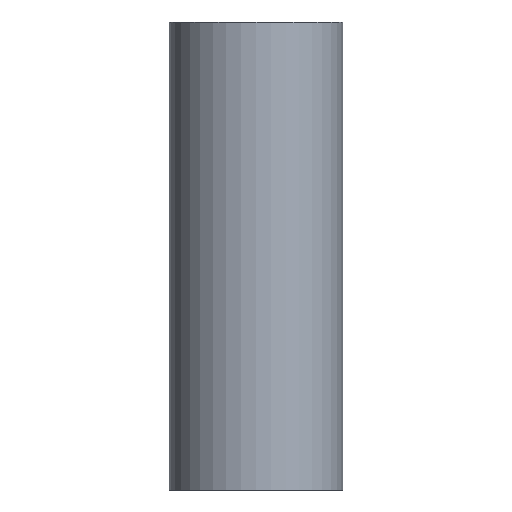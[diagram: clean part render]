
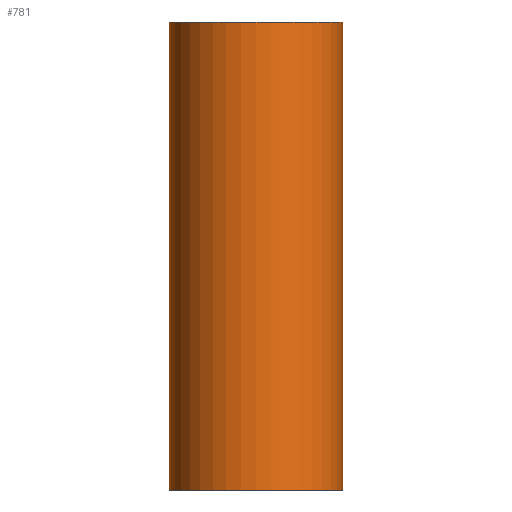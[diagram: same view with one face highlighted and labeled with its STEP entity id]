
A CAD part, left-side view. The second image highlights one B-rep face of the part: STEP entity #781.
In plain terms, the highlighted cylindrical face has radius 18.5 mm (diameter 37 mm), a partial arc.
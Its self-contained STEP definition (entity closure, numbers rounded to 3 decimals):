
#91=FACE_OUTER_BOUND('',#142,.T.);
#142=EDGE_LOOP('',(#722,#723,#724,#725));
#222=LINE('',#1283,#304);
#225=LINE('',#1289,#307);
#304=VECTOR('',#1059,10.);
#307=VECTOR('',#1064,10.);
#333=CIRCLE('',#858,18.5);
#334=CIRCLE('',#860,18.5);
#403=VERTEX_POINT('',#1280);
#404=VERTEX_POINT('',#1282);
#405=VERTEX_POINT('',#1286);
#406=VERTEX_POINT('',#1288);
#508=EDGE_CURVE('',#404,#403,#222,.T.);
#511=EDGE_CURVE('',#405,#406,#225,.T.);
#513=EDGE_CURVE('',#406,#403,#333,.T.);
#514=EDGE_CURVE('',#405,#404,#334,.T.);
#722=ORIENTED_EDGE('',*,*,#508,.T.);
#723=ORIENTED_EDGE('',*,*,#513,.F.);
#724=ORIENTED_EDGE('',*,*,#511,.F.);
#725=ORIENTED_EDGE('',*,*,#514,.T.);
#743=CYLINDRICAL_SURFACE('',#859,18.5);
#781=ADVANCED_FACE('',(#91),#743,.T.);
#858=AXIS2_PLACEMENT_3D('',#1292,#1068,#1069);
#859=AXIS2_PLACEMENT_3D('',#1293,#1070,#1071);
#860=AXIS2_PLACEMENT_3D('',#1294,#1072,#1073);
#1059=DIRECTION('',(0.,0.,1.));
#1064=DIRECTION('',(0.,0.,1.));
#1068=DIRECTION('center_axis',(0.,0.,1.));
#1069=DIRECTION('ref_axis',(1.,0.,0.));
#1070=DIRECTION('center_axis',(0.,0.,1.));
#1071=DIRECTION('ref_axis',(-1.,0.,0.));
#1072=DIRECTION('center_axis',(0.,0.,1.));
#1073=DIRECTION('ref_axis',(1.,0.,0.));
#1280=CARTESIAN_POINT('',(0.,-18.5,100.));
#1282=CARTESIAN_POINT('',(0.,-18.5,0.));
#1283=CARTESIAN_POINT('',(0.,-18.5,0.));
#1286=CARTESIAN_POINT('',(0.,18.5,0.));
#1288=CARTESIAN_POINT('',(0.,18.5,100.));
#1289=CARTESIAN_POINT('',(0.,18.5,0.));
#1292=CARTESIAN_POINT('Origin',(0.,0.,100.));
#1293=CARTESIAN_POINT('Origin',(0.,0.,0.));
#1294=CARTESIAN_POINT('Origin',(0.,0.,0.));
